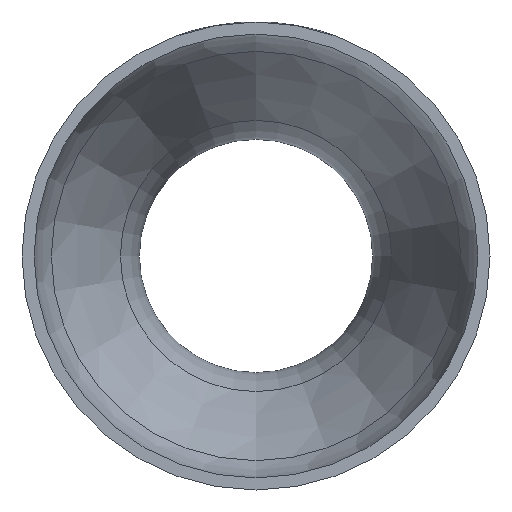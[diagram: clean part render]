
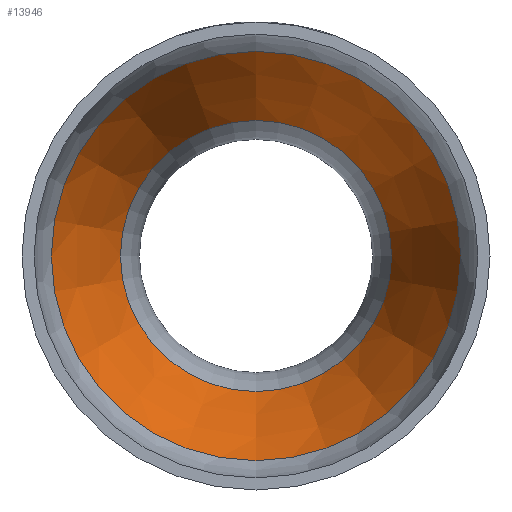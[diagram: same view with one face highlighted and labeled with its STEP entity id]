
A CAD part, front view. The second image highlights one B-rep face of the part: STEP entity #13946.
In plain terms, the highlighted conical face has half-angle 22.581 degrees and reference radius 38.877 mm.
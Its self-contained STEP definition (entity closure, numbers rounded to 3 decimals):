
#339 = CARTESIAN_POINT ( 'NONE',  ( 0., 59.952, -25.753 ) ) ;
#958 = ORIENTED_EDGE ( 'NONE', *, *, #12053, .F. ) ;
#1027 = EDGE_LOOP ( 'NONE', ( #14137 ) ) ;
#1399 = DIRECTION ( 'NONE',  ( 0., -1., 0. ) ) ;
#2147 = VERTEX_POINT ( 'NONE', #9620 ) ;
#2994 = CARTESIAN_POINT ( 'NONE',  ( 0., 28.396, 0. ) ) ;
#3772 = CONICAL_SURFACE ( 'NONE', #14512, 38.876, 0.394 ) ;
#4842 = DIRECTION ( 'NONE',  ( 0., 0., -1. ) ) ;
#5341 = EDGE_LOOP ( 'NONE', ( #958 ) ) ;
#6137 = DIRECTION ( 'NONE',  ( 0., -1., 0. ) ) ;
#6224 = DIRECTION ( 'NONE',  ( 0., -1., 0. ) ) ;
#6683 = AXIS2_PLACEMENT_3D ( 'NONE', #2994, #6137, #7682 ) ;
#7682 = DIRECTION ( 'NONE',  ( 0., 0., -1. ) ) ;
#8658 = CIRCLE ( 'NONE', #15402, 25.753 ) ;
#9620 = CARTESIAN_POINT ( 'NONE',  ( 0., 28.396, -38.876 ) ) ;
#9914 = EDGE_CURVE ( 'NONE', #2147, #2147, #14557, .T. ) ;
#11707 = CARTESIAN_POINT ( 'NONE',  ( 0., 28.396, 0. ) ) ;
#12053 = EDGE_CURVE ( 'NONE', #13807, #13807, #8658, .T. ) ;
#12245 = DIRECTION ( 'NONE',  ( 0., 0., -1. ) ) ;
#12525 = FACE_BOUND ( 'NONE', #5341, .T. ) ;
#12655 = CARTESIAN_POINT ( 'NONE',  ( 0., 59.952, 0. ) ) ;
#13807 = VERTEX_POINT ( 'NONE', #339 ) ;
#13946 = ADVANCED_FACE ( 'NONE', ( #12525, #17828 ), #3772, .F. ) ;
#14137 = ORIENTED_EDGE ( 'NONE', *, *, #9914, .T. ) ;
#14512 = AXIS2_PLACEMENT_3D ( 'NONE', #11707, #1399, #12245 ) ;
#14557 = CIRCLE ( 'NONE', #6683, 38.876 ) ;
#15402 = AXIS2_PLACEMENT_3D ( 'NONE', #12655, #6224, #4842 ) ;
#17828 = FACE_OUTER_BOUND ( 'NONE', #1027, .T. ) ;
